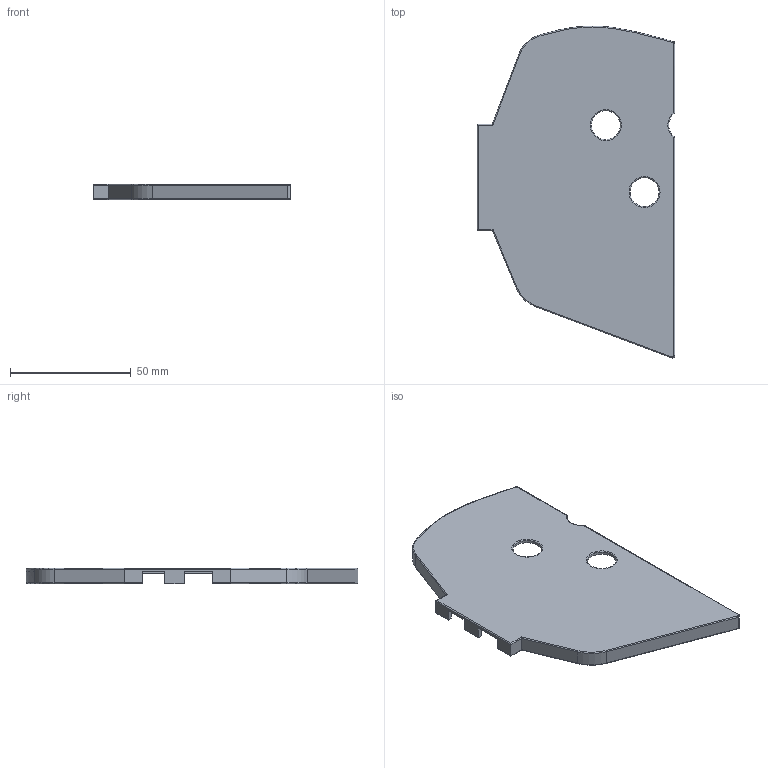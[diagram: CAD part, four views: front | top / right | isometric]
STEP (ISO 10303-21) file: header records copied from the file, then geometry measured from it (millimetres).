
FILE_DESCRIPTION(/* description */ (''),/* implementation_level */ '2;1');
FILE_NAME(/* name */ '0673-B008 Jig B.step',/* time_stamp */ '2021-04-15T18:01:43+01:00',/* author */ (''),/* organization */ (''),/* preprocessor_version */ 'ST-DEVELOPER v18.1',/* originating_system */ 'Autodesk Translation Framework v10.6.0.1341',/* authorisation */ '');
FILE_SCHEMA (('AUTOMOTIVE_DESIGN { 1 0 10303 214 3 1 1 }'));
Length unit declared in the file: millimetre
Products named in the file (1): Wiring jig
Bounding box: 81.7 x 137.32 x 6.5 mm (x, y, z)
Volume: 18844.1 mm3; surface area: 20486.6 mm2
Topology: 1 solids, 1 shells, 171 faces, 419 edges, 249 vertices
Faces by surface type: cylinder 65, plane 56, bspline 27, torus 23
Full cylindrical faces by diameter (mm): 12 x2
Entity records: 6041 total; most frequent: CARTESIAN_POINT 2103, ORIENTED_EDGE 836, DIRECTION 783, EDGE_CURVE 418, AXIS2_PLACEMENT_3D 278, VERTEX_POINT 249, LINE 227, VECTOR 227
